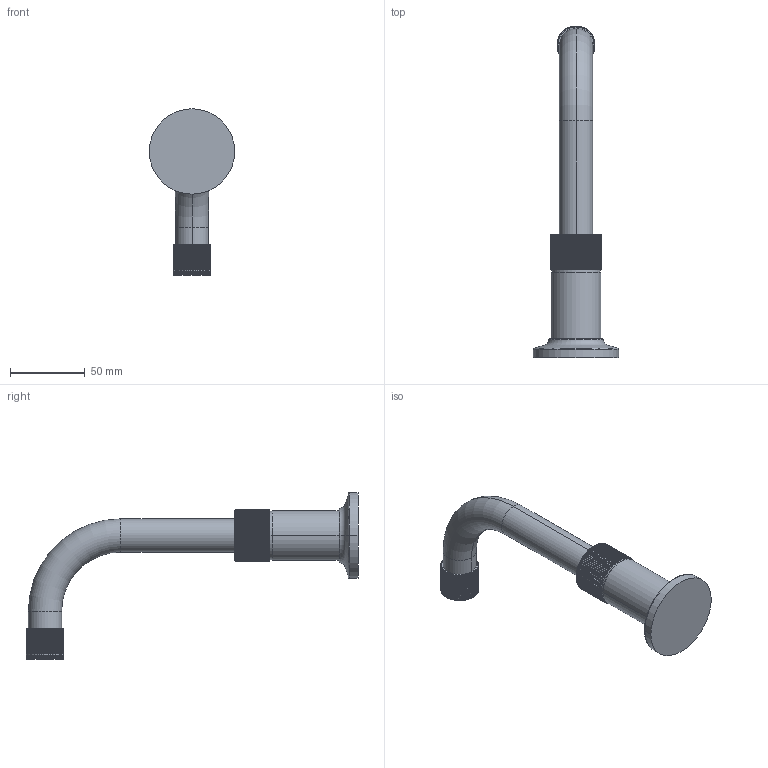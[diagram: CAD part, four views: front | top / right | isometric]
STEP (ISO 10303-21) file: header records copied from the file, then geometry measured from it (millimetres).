
FILE_DESCRIPTION((''),'2;1');
FILE_NAME('3-641','2022-09-07T14:20:46',('rsmith'),(''),'CREO PARAMETRIC BY PTC INC, 2019352','CREO PARAMETRIC BY PTC INC, 2019352','');
FILE_SCHEMA(('CONFIG_CONTROL_DESIGN'));
Length unit declared in the file: inch
Products named in the file (1): 3-641
Bounding box: 57.15 x 222.25 x 111.38 mm (x, y, z)
Volume: 161389.1 mm3; surface area: 29445.8 mm2
Topology: 1 solids, 1 shells, 565 faces, 1640 edges, 1086 vertices
Faces by surface type: plane 355, cylinder 190, torus 16, bspline 2, cone 2
Entity records: 22660 total; most frequent: CARTESIAN_POINT 8465, ORIENTED_EDGE 3280, DIRECTION 2614, EDGE_CURVE 1640, VERTEX_POINT 1086, AXIS2_PLACEMENT_3D 1003, VECTOR 608, LINE 608
